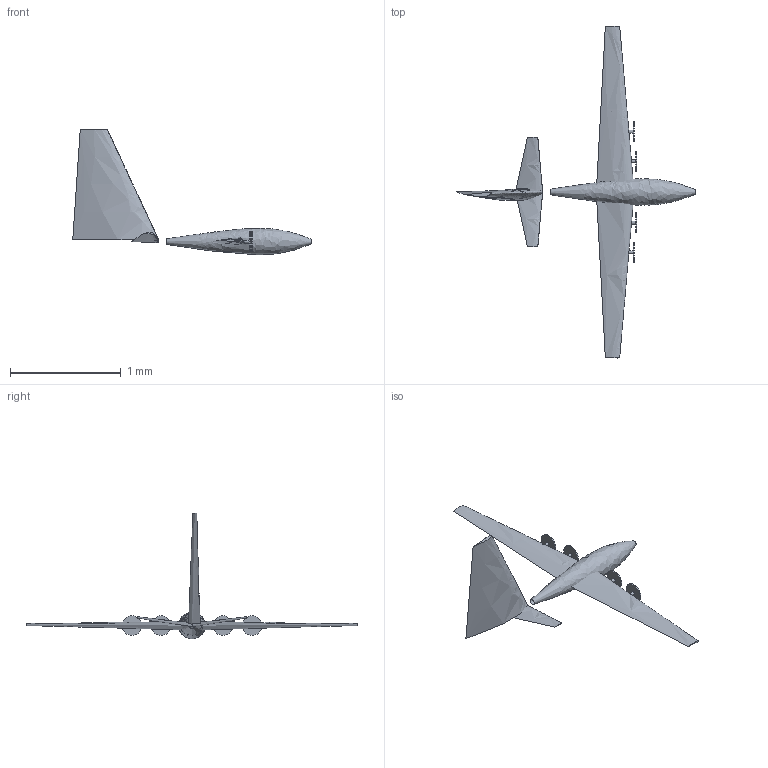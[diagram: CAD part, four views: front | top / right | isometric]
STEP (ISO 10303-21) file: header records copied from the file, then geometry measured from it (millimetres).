
FILE_DESCRIPTION(('Open CASCADE Model'),'2;1');
FILE_NAME('Open CASCADE Shape Model','2023-05-10T14:03:31',('Author'),( 'Open CASCADE'),'ParaPy 1.10.0 - Open CASCADE STEP processor 7.3', 'ParaPy 1.10.0 - Open CASCADE 7.3','Unknown');
FILE_SCHEMA(('AUTOMOTIVE_DESIGN { 1 0 10303 214 1 1 1 1 }'));
Length unit declared in the file: metre
Products named in the file (56): ROOT; battery; body; engines; 0; motor; propeller; 1; 2; 3; fuselage; fuselage_lofted_surf; profile_set; left_wing; payload; payload_door; rectangle; right_wing_ASSEMBLY; right_wing; lofted_solid; lofted_surf; root_airfoil; tip_airfoil; tail_left_wing; tail_right_wing_ASSEMBLY; tail_right_wing; vertical_tail_ASSEMBLY; vertical_tail
Assembly tree (55 placements, depth 6):
  ROOT
    ROOT
      battery
        body
      engines
        0
          motor
            body
          propeller
            body
        1
          motor
            body
          propeller
            body
        2
          motor
            body
          propeller
            body
        3
          motor
            body
          propeller
            body
      fuselage
        fuselage_lofted_surf
        profile_set
          0
          1
          2
          3
      left_wing
      payload
        body
      payload_door
      rectangle
      right_wing_ASSEMBLY
        right_wing
        lofted_solid
        lofted_surf
        root_airfoil
        tip_airfoil
      tail_left_wing
      tail_right_wing_ASSEMBLY
        tail_right_wing
        lofted_solid
        lofted_surf
        root_airfoil
        tip_airfoil
      vertical_tail_ASSEMBLY
        vertical_tail
        lofted_solid
        lofted_surf
        root_airfoil
        tip_airfoil
Bounding box: 2.15 x 3 x 1.14 mm (x, y, z)
Volume: 0.1 mm3; surface area: 8.1 mm2
Topology: 18 solids, 22 shells, 64 faces, 104 edges, 86 vertices
Faces by surface type: plane 44, bspline 12, cylinder 8
Full cylindrical faces by diameter (mm): 0.028 x4, 0.178 x4
Entity records: 9650 total; most frequent: CARTESIAN_POINT 6480, DIRECTION 436, LINE 164, VECTOR 164, ORIENTED_EDGE 160, PCURVE 160, DEFINITIONAL_REPRESENTATION 160, AXIS2_PLACEMENT_3D 128
